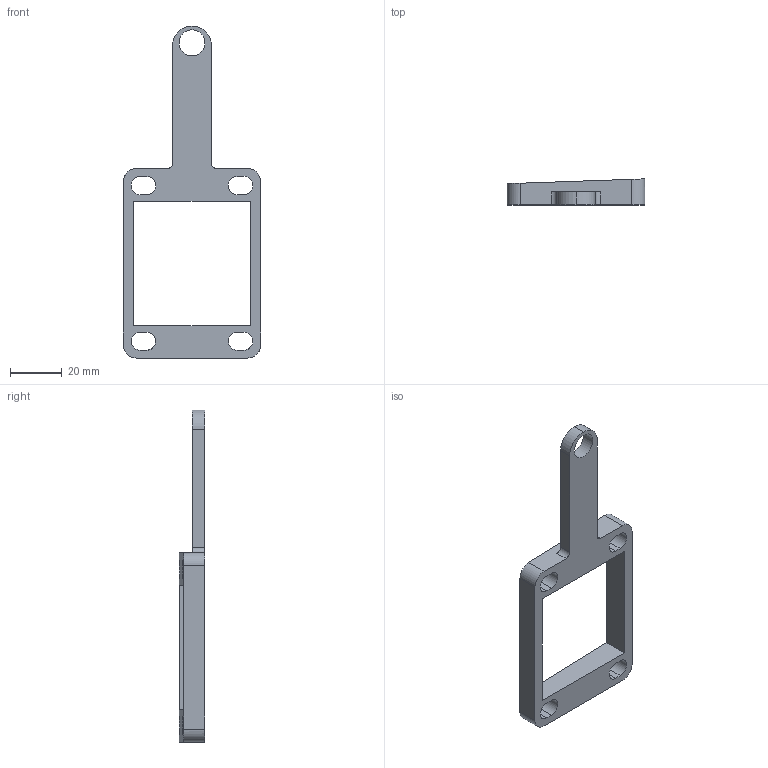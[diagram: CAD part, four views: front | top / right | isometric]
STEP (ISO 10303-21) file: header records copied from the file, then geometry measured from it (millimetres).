
FILE_DESCRIPTION(/* description */ (''),/* implementation_level */ '2;1');
FILE_NAME(/* name */ 'CALE ADMISSION 10mn broko v7.step',/* time_stamp */ '2021-02-21T17:52:26+01:00',/* author */ (''),/* organization */ (''),/* preprocessor_version */ 'ST-DEVELOPER v18.1',/* originating_system */ 'Autodesk Translation Framework v9.7.1.1290',/* authorisation */ '');
FILE_SCHEMA (('AUTOMOTIVE_DESIGN { 1 0 10303 214 3 1 1 }'));
Length unit declared in the file: millimetre
Products named in the file (1): CALE ADMISSION 10mn broko
Bounding box: 53 x 10 x 128 mm (x, y, z)
Volume: 16687.8 mm3; surface area: 10077.4 mm2
Topology: 1 solids, 1 shells, 47 faces, 126 edges, 84 vertices
Faces by surface type: plane 28, cylinder 19
Full cylindrical faces by diameter (mm): 10 x3
Entity records: 1542 total; most frequent: DIRECTION 260, CARTESIAN_POINT 258, ORIENTED_EDGE 252, EDGE_CURVE 126, LINE 88, VECTOR 88, AXIS2_PLACEMENT_3D 86, VERTEX_POINT 84
